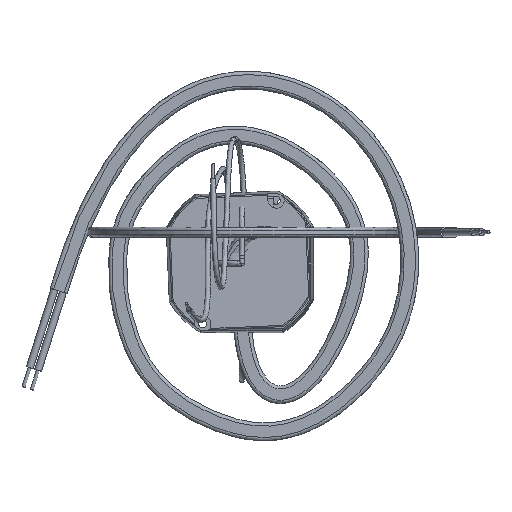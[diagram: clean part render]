
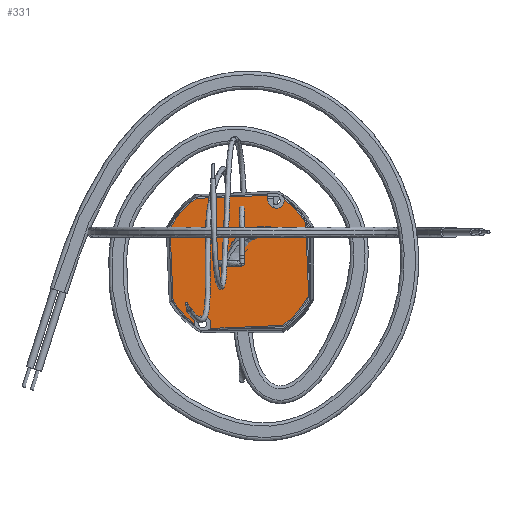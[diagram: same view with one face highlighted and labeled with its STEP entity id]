
A CAD part, front view. The second image highlights one B-rep face of the part: STEP entity #331.
In plain terms, the highlighted planar face has unit normal (0, -1, 0).
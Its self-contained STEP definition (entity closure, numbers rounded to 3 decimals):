
#331 = ADVANCED_FACE( ' TRM_SRF', ( #898 ), #899, .F. );
#898 = FACE_OUTER_BOUND( '', #2060, .T. );
#899 = PLANE( '', #2061 );
#2060 = EDGE_LOOP( '', ( #10056, #10057, #10058, #10059, #10060, #10061, #10062, #10063, #10064, #10065, #10066, #10067, #10068, #10069 ) );
#2061 = AXIS2_PLACEMENT_3D( '', #10070, #10071, #10072 );
#10056 = ORIENTED_EDGE( '', *, *, #11557, .F. );
#10057 = ORIENTED_EDGE( '', *, *, #11570, .T. );
#10058 = ORIENTED_EDGE( '', *, *, #11571, .F. );
#10059 = ORIENTED_EDGE( '', *, *, #11572, .F. );
#10060 = ORIENTED_EDGE( '', *, *, #11455, .F. );
#10061 = ORIENTED_EDGE( '', *, *, #11413, .F. );
#10062 = ORIENTED_EDGE( '', *, *, #11567, .T. );
#10063 = ORIENTED_EDGE( '', *, *, #11573, .F. );
#10064 = ORIENTED_EDGE( '', *, *, #11574, .T. );
#10065 = ORIENTED_EDGE( '', *, *, #11363, .F. );
#10066 = ORIENTED_EDGE( '', *, *, #11575, .F. );
#10067 = ORIENTED_EDGE( '', *, *, #11576, .F. );
#10068 = ORIENTED_EDGE( '', *, *, #11577, .F. );
#10069 = ORIENTED_EDGE( '', *, *, #11578, .T. );
#10070 = CARTESIAN_POINT( '', ( -27.576, 0., 26.536 ) );
#10071 = DIRECTION( '', ( 0., 1., 0. ) );
#10072 = DIRECTION( '', ( 1., 0., 0. ) );
#11363 = EDGE_CURVE( '', #12031, #12034, #12035, .F. );
#11413 = EDGE_CURVE( '', #12122, #12118, #12124, .T. );
#11455 = EDGE_CURVE( '', #12118, #12203, #12204, .F. );
#11557 = EDGE_CURVE( '', #12377, #12379, #12380, .T. );
#11567 = EDGE_CURVE( '', #12122, #12394, #12396, .F. );
#11570 = EDGE_CURVE( '', #12377, #12399, #12400, .F. );
#11571 = EDGE_CURVE( '', #12401, #12399, #12402, .F. );
#11572 = EDGE_CURVE( '', #12203, #12401, #12403, .T. );
#11573 = EDGE_CURVE( '', #12404, #12394, #12405, .T. );
#11574 = EDGE_CURVE( '', #12404, #12034, #12406, .T. );
#11575 = EDGE_CURVE( '', #12070, #12031, #12407, .T. );
#11576 = EDGE_CURVE( '', #12408, #12070, #12409, .F. );
#11577 = EDGE_CURVE( '', #12410, #12408, #12411, .T. );
#11578 = EDGE_CURVE( '', #12410, #12379, #12412, .T. );
#12031 = VERTEX_POINT( '', #13082 );
#12034 = VERTEX_POINT( '', #13085 );
#12035 = LINE( '', #13086, #13087 );
#12070 = VERTEX_POINT( '', #13147 );
#12118 = VERTEX_POINT( '', #13624 );
#12122 = VERTEX_POINT( '', #13628 );
#12124 = CIRCLE( '', #13637, 30.015 );
#12203 = VERTEX_POINT( '', #13756 );
#12204 = LINE( '', #13757, #13758 );
#12377 = VERTEX_POINT( '', #14859 );
#12379 = VERTEX_POINT( '', #14862 );
#12380 = CIRCLE( '', #14863, 3.2 );
#12394 = VERTEX_POINT( '', #14957 );
#12396 = LINE( '', #14960, #14961 );
#12399 = VERTEX_POINT( '', #14967 );
#12400 = LINE( '', #14968, #14969 );
#12401 = VERTEX_POINT( '', #14970 );
#12402 = LINE( '', #14971, #14972 );
#12403 = CIRCLE( '', #14973, 30.015 );
#12404 = VERTEX_POINT( '', #14974 );
#12405 = CIRCLE( '', #14975, 3.2 );
#12406 = LINE( '', #14976, #14977 );
#12407 = CIRCLE( '', #14978, 30.015 );
#12408 = VERTEX_POINT( '', #14979 );
#12409 = LINE( '', #14980, #14981 );
#12410 = VERTEX_POINT( '', #14982 );
#12411 = CIRCLE( '', #14983, 30.015 );
#12412 = LINE( '', #14984, #14985 );
#13082 = CARTESIAN_POINT( '', ( 15.808, 0., -25.515 ) );
#13085 = CARTESIAN_POINT( '', ( -12.2, 0., -25.515 ) );
#13086 = CARTESIAN_POINT( '', ( -6.935, 0., -25.515 ) );
#13087 = VECTOR( '', #17639, 1000. );
#13147 = CARTESIAN_POINT( '', ( 26.515, 0., -14.066 ) );
#13624 = CARTESIAN_POINT( '', ( -26.515, 0., -14.066 ) );
#13628 = CARTESIAN_POINT( '', ( -18.6, 0., -23.558 ) );
#13637 = AXIS2_PLACEMENT_3D( '', #17692, #17693, #17694 );
#13756 = CARTESIAN_POINT( '', ( -26.515, 0., 14.066 ) );
#13757 = CARTESIAN_POINT( '', ( -26.515, 0., 8.777 ) );
#13758 = VECTOR( '', #17771, 1000. );
#14859 = CARTESIAN_POINT( '', ( 12.2, 0., 23.5 ) );
#14862 = CARTESIAN_POINT( '', ( 18.6, 0., 23.5 ) );
#14863 = AXIS2_PLACEMENT_3D( '', #17855, #17856, #17857 );
#14957 = CARTESIAN_POINT( '', ( -18.6, 0., -23.5 ) );
#14960 = CARTESIAN_POINT( '', ( -18.6, 0., 26.536 ) );
#14961 = VECTOR( '', #17861, 1000. );
#14967 = CARTESIAN_POINT( '', ( 12.2, 0., 25.515 ) );
#14968 = CARTESIAN_POINT( '', ( 12.2, 0., 26.536 ) );
#14969 = VECTOR( '', #17862, 1000. );
#14970 = CARTESIAN_POINT( '', ( -15.808, 0., 25.515 ) );
#14971 = CARTESIAN_POINT( '', ( 6.935, 0., 25.515 ) );
#14972 = VECTOR( '', #17863, 1000. );
#14973 = AXIS2_PLACEMENT_3D( '', #17864, #17865, #17866 );
#14974 = CARTESIAN_POINT( '', ( -12.2, 0., -23.5 ) );
#14975 = AXIS2_PLACEMENT_3D( '', #17867, #17868, #17869 );
#14976 = CARTESIAN_POINT( '', ( -12.2, 0., 26.536 ) );
#14977 = VECTOR( '', #17870, 1000. );
#14978 = AXIS2_PLACEMENT_3D( '', #17871, #17872, #17873 );
#14979 = CARTESIAN_POINT( '', ( 26.515, 0., 14.066 ) );
#14980 = CARTESIAN_POINT( '', ( 26.515, 0., -8.777 ) );
#14981 = VECTOR( '', #17874, 1000. );
#14982 = CARTESIAN_POINT( '', ( 18.6, 0., 23.558 ) );
#14983 = AXIS2_PLACEMENT_3D( '', #17875, #17876, #17877 );
#14984 = CARTESIAN_POINT( '', ( 18.6, 0., 26.536 ) );
#14985 = VECTOR( '', #17878, 1000. );
#17639 = DIRECTION( '', ( 1., 0., 0. ) );
#17692 = CARTESIAN_POINT( '', ( 0., 0., 0. ) );
#17693 = DIRECTION( '', ( 0., 1., 0. ) );
#17694 = DIRECTION( '', ( -1., 0., 0. ) );
#17771 = DIRECTION( '', ( 0., 0., -1. ) );
#17855 = CARTESIAN_POINT( '', ( 15.4, 0., 23.5 ) );
#17856 = DIRECTION( '', ( 0., -1., 0. ) );
#17857 = DIRECTION( '', ( 0., 0., -1. ) );
#17861 = DIRECTION( '', ( 0., 0., -1. ) );
#17862 = DIRECTION( '', ( 0., 0., -1. ) );
#17863 = DIRECTION( '', ( -1., 0., 0. ) );
#17864 = CARTESIAN_POINT( '', ( 0., 0., 0. ) );
#17865 = DIRECTION( '', ( 0., 1., 0. ) );
#17866 = DIRECTION( '', ( 0., 0., 1. ) );
#17867 = CARTESIAN_POINT( '', ( -15.4, 0., -23.5 ) );
#17868 = DIRECTION( '', ( 0., -1., 0. ) );
#17869 = DIRECTION( '', ( 0., 0., -1. ) );
#17870 = DIRECTION( '', ( 0., 0., -1. ) );
#17871 = CARTESIAN_POINT( '', ( 0., 0., 0. ) );
#17872 = DIRECTION( '', ( 0., 1., 0. ) );
#17873 = DIRECTION( '', ( 0., 0., 1. ) );
#17874 = DIRECTION( '', ( 0., 0., 1. ) );
#17875 = CARTESIAN_POINT( '', ( 0., 0., 0. ) );
#17876 = DIRECTION( '', ( 0., 1., 0. ) );
#17877 = DIRECTION( '', ( -1., 0., 0. ) );
#17878 = DIRECTION( '', ( 0., 0., -1. ) );
